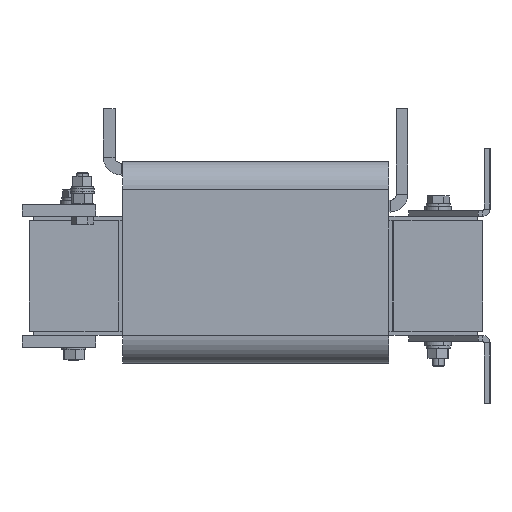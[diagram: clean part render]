
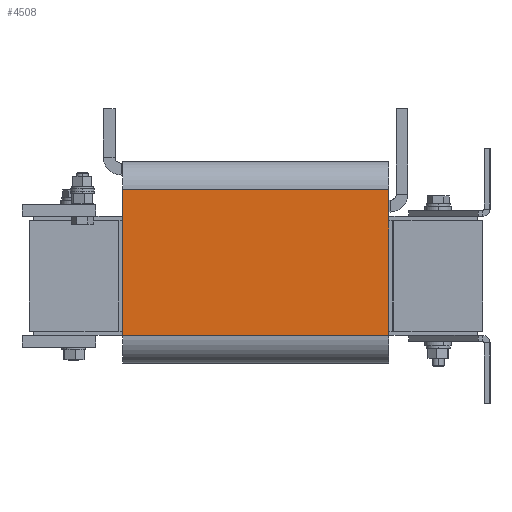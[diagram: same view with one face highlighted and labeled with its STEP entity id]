
A CAD part, left-side view. The second image highlights one B-rep face of the part: STEP entity #4508.
In plain terms, the highlighted planar face has unit normal (-1, 0, 0).
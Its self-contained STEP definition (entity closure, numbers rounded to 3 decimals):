
#70 = VECTOR ( 'NONE', #10005, 1000. ) ;
#227 = LINE ( 'NONE', #7452, #9924 ) ;
#244 = CARTESIAN_POINT ( 'NONE',  ( -173.75, 90., 58.25 ) ) ;
#1247 = PLANE ( 'NONE',  #5454 ) ;
#1384 = CARTESIAN_POINT ( 'NONE',  ( -173.75, -90., 58.25 ) ) ;
#1473 = DIRECTION ( 'NONE',  ( 0., 0., -1. ) ) ;
#1605 = EDGE_CURVE ( 'NONE', #6902, #12024, #14819, .T. ) ;
#2850 = ORIENTED_EDGE ( 'NONE', *, *, #4971, .F. ) ;
#4508 = ADVANCED_FACE ( 'NONE', ( #13720 ), #1247, .F. ) ;
#4971 = EDGE_CURVE ( 'NONE', #12024, #13935, #227, .T. ) ;
#5454 = AXIS2_PLACEMENT_3D ( 'NONE', #244, #9034, #1473 ) ;
#5885 = VECTOR ( 'NONE', #10358, 1000. ) ;
#6768 = LINE ( 'NONE', #16327, #70 ) ;
#6902 = VERTEX_POINT ( 'NONE', #8060 ) ;
#7092 = ORIENTED_EDGE ( 'NONE', *, *, #10387, .T. ) ;
#7452 = CARTESIAN_POINT ( 'NONE',  ( -173.75, 90., 58.25 ) ) ;
#7828 = CARTESIAN_POINT ( 'NONE',  ( -173.75, -90., 58.25 ) ) ;
#8060 = CARTESIAN_POINT ( 'NONE',  ( -173.75, 90., -40.25 ) ) ;
#8615 = VERTEX_POINT ( 'NONE', #14127 ) ;
#8751 = DIRECTION ( 'NONE',  ( 0., -1., 0. ) ) ;
#9024 = ORIENTED_EDGE ( 'NONE', *, *, #14740, .T. ) ;
#9034 = DIRECTION ( 'NONE',  ( 1., 0., 0. ) ) ;
#9086 = CARTESIAN_POINT ( 'NONE',  ( -173.75, 90., 58.25 ) ) ;
#9924 = VECTOR ( 'NONE', #8751, 1000. ) ;
#10005 = DIRECTION ( 'NONE',  ( 0., -1., 0. ) ) ;
#10183 = ORIENTED_EDGE ( 'NONE', *, *, #1605, .F. ) ;
#10358 = DIRECTION ( 'NONE',  ( 0., 0., 1. ) ) ;
#10387 = EDGE_CURVE ( 'NONE', #6902, #8615, #6768, .T. ) ;
#10767 = VECTOR ( 'NONE', #15547, 1000. ) ;
#12024 = VERTEX_POINT ( 'NONE', #12328 ) ;
#12328 = CARTESIAN_POINT ( 'NONE',  ( -173.75, 90., 58.25 ) ) ;
#13720 = FACE_OUTER_BOUND ( 'NONE', #15444, .T. ) ;
#13935 = VERTEX_POINT ( 'NONE', #1384 ) ;
#14127 = CARTESIAN_POINT ( 'NONE',  ( -173.75, -90., -40.25 ) ) ;
#14169 = LINE ( 'NONE', #7828, #10767 ) ;
#14740 = EDGE_CURVE ( 'NONE', #8615, #13935, #14169, .T. ) ;
#14819 = LINE ( 'NONE', #9086, #5885 ) ;
#15444 = EDGE_LOOP ( 'NONE', ( #9024, #2850, #10183, #7092 ) ) ;
#15547 = DIRECTION ( 'NONE',  ( 0., 0., 1. ) ) ;
#16327 = CARTESIAN_POINT ( 'NONE',  ( -173.75, 90., -40.25 ) ) ;
